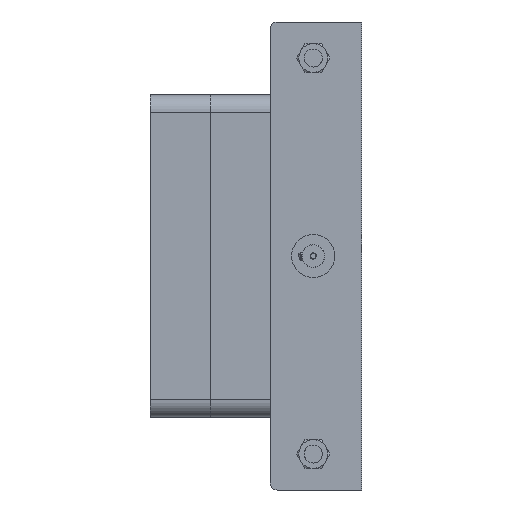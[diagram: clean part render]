
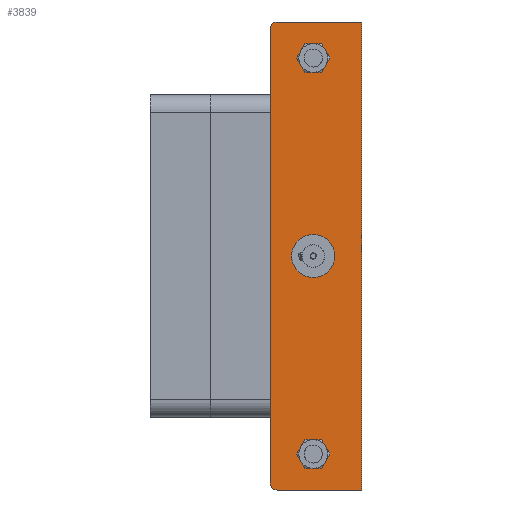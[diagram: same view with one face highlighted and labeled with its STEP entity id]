
A CAD part, left-side view. The second image highlights one B-rep face of the part: STEP entity #3839.
In plain terms, the highlighted face is planar.
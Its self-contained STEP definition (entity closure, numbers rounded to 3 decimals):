
#651 = CIRCLE ( 'NONE', #98231, 2.65 ) ;
#2430 = CARTESIAN_POINT ( 'NONE',  ( -65., 0., 0. ) ) ;
#3839 = ADVANCED_FACE ( 'NONE', ( #195561, #4274, #142453, #213625 ), #40518, .F. ) ;
#4274 = FACE_BOUND ( 'NONE', #130901, .T. ) ;
#4352 = ORIENTED_EDGE ( 'NONE', *, *, #99801, .F. ) ;
#6487 = CARTESIAN_POINT ( 'NONE',  ( 65., 0., 0. ) ) ;
#9569 = CARTESIAN_POINT ( 'NONE',  ( 65., 0., 0. ) ) ;
#12709 = DIRECTION ( 'NONE',  ( 1., 0., 0. ) ) ;
#17004 = AXIS2_PLACEMENT_3D ( 'NONE', #127712, #109674, #160500 ) ;
#19238 = DIRECTION ( 'NONE',  ( -1., 0., 0. ) ) ;
#19668 = VERTEX_POINT ( 'NONE', #95215 ) ;
#20258 = CARTESIAN_POINT ( 'NONE',  ( 65., 25.4, 0. ) ) ;
#22877 = ORIENTED_EDGE ( 'NONE', *, *, #43837, .F. ) ;
#24584 = AXIS2_PLACEMENT_3D ( 'NONE', #108137, #210946, #56044 ) ;
#26097 = CIRCLE ( 'NONE', #152692, 2.65 ) ;
#28275 = EDGE_CURVE ( 'NONE', #188858, #54365, #209604, .T. ) ;
#32267 = DIRECTION ( 'NONE',  ( -1., 0., 0. ) ) ;
#32990 = DIRECTION ( 'NONE',  ( 0., -1., 0. ) ) ;
#35213 = CARTESIAN_POINT ( 'NONE',  ( -6., 13.438, 0. ) ) ;
#40518 = PLANE ( 'NONE',  #85727 ) ;
#41130 = VERTEX_POINT ( 'NONE', #35213 ) ;
#41900 = ORIENTED_EDGE ( 'NONE', *, *, #68025, .F. ) ;
#42580 = EDGE_LOOP ( 'NONE', ( #66766, #127762 ) ) ;
#43837 = EDGE_CURVE ( 'NONE', #46917, #106538, #163603, .T. ) ;
#46917 = VERTEX_POINT ( 'NONE', #69866 ) ;
#47889 = DIRECTION ( 'NONE',  ( 0., 0., 1. ) ) ;
#49132 = DIRECTION ( 'NONE',  ( 0., 0., 1. ) ) ;
#51383 = EDGE_CURVE ( 'NONE', #111522, #118062, #77453, .T. ) ;
#54365 = VERTEX_POINT ( 'NONE', #86469 ) ;
#54603 = ORIENTED_EDGE ( 'NONE', *, *, #217754, .F. ) ;
#55583 = DIRECTION ( 'NONE',  ( 0., 0., 1. ) ) ;
#56044 = DIRECTION ( 'NONE',  ( 1., 0., 0. ) ) ;
#58436 = DIRECTION ( 'NONE',  ( -1., 0., 0. ) ) ;
#60591 = CARTESIAN_POINT ( 'NONE',  ( 55., 13.438, 0. ) ) ;
#66766 = ORIENTED_EDGE ( 'NONE', *, *, #125742, .F. ) ;
#68025 = EDGE_CURVE ( 'NONE', #118062, #111522, #133141, .T. ) ;
#68388 = CARTESIAN_POINT ( 'NONE',  ( -55., 13.438, 0. ) ) ;
#69866 = CARTESIAN_POINT ( 'NONE',  ( 65., 0., 0. ) ) ;
#73799 = VECTOR ( 'NONE', #32267, 1000. ) ;
#75725 = DIRECTION ( 'NONE',  ( 0., 0., -1. ) ) ;
#77453 = CIRCLE ( 'NONE', #203832, 2.65 ) ;
#79936 = ORIENTED_EDGE ( 'NONE', *, *, #211862, .T. ) ;
#82934 = CIRCLE ( 'NONE', #184158, 2. ) ;
#85727 = AXIS2_PLACEMENT_3D ( 'NONE', #6487, #75725, #120210 ) ;
#86469 = CARTESIAN_POINT ( 'NONE',  ( 63., 25.4, 0. ) ) ;
#86640 = VERTEX_POINT ( 'NONE', #169067 ) ;
#87774 = EDGE_CURVE ( 'NONE', #19668, #106100, #26097, .T. ) ;
#89420 = CIRCLE ( 'NONE', #17004, 6. ) ;
#92621 = VERTEX_POINT ( 'NONE', #153628 ) ;
#92870 = VECTOR ( 'NONE', #113841, 1000. ) ;
#95215 = CARTESIAN_POINT ( 'NONE',  ( 52.35, 13.438, 0. ) ) ;
#96176 = DIRECTION ( 'NONE',  ( -1., 0., 0. ) ) ;
#96228 = ORIENTED_EDGE ( 'NONE', *, *, #28275, .T. ) ;
#98231 = AXIS2_PLACEMENT_3D ( 'NONE', #134646, #186660, #100726 ) ;
#99801 = EDGE_CURVE ( 'NONE', #188858, #46917, #207256, .T. ) ;
#100726 = DIRECTION ( 'NONE',  ( 1., 0., 0. ) ) ;
#106100 = VERTEX_POINT ( 'NONE', #120585 ) ;
#106488 = LINE ( 'NONE', #20258, #73799 ) ;
#106538 = VERTEX_POINT ( 'NONE', #2430 ) ;
#108137 = CARTESIAN_POINT ( 'NONE',  ( -55., 13.438, 0. ) ) ;
#109674 = DIRECTION ( 'NONE',  ( 0., 0., 1. ) ) ;
#111522 = VERTEX_POINT ( 'NONE', #129801 ) ;
#113841 = DIRECTION ( 'NONE',  ( 0., -1., 0. ) ) ;
#113911 = ORIENTED_EDGE ( 'NONE', *, *, #51383, .F. ) ;
#117607 = CARTESIAN_POINT ( 'NONE',  ( -63., 23.4, 0. ) ) ;
#118062 = VERTEX_POINT ( 'NONE', #209845 ) ;
#118555 = VECTOR ( 'NONE', #58436, 1000. ) ;
#119315 = DIRECTION ( 'NONE',  ( 1., 0., 0. ) ) ;
#120210 = DIRECTION ( 'NONE',  ( -1., 0., 0. ) ) ;
#120585 = CARTESIAN_POINT ( 'NONE',  ( 57.65, 13.438, 0. ) ) ;
#125742 = EDGE_CURVE ( 'NONE', #106100, #19668, #651, .T. ) ;
#127238 = CIRCLE ( 'NONE', #159663, 6. ) ;
#127712 = CARTESIAN_POINT ( 'NONE',  ( 0., 13.438, 0. ) ) ;
#127762 = ORIENTED_EDGE ( 'NONE', *, *, #87774, .F. ) ;
#129689 = CARTESIAN_POINT ( 'NONE',  ( -65., 0., 0. ) ) ;
#129801 = CARTESIAN_POINT ( 'NONE',  ( -52.35, 13.438, 0. ) ) ;
#130901 = EDGE_LOOP ( 'NONE', ( #54603, #167884 ) ) ;
#131841 = EDGE_CURVE ( 'NONE', #41130, #196195, #89420, .T. ) ;
#133141 = CIRCLE ( 'NONE', #24584, 2.65 ) ;
#134646 = CARTESIAN_POINT ( 'NONE',  ( 55., 13.438, 0. ) ) ;
#137227 = CARTESIAN_POINT ( 'NONE',  ( 0., 13.438, 0. ) ) ;
#140174 = EDGE_CURVE ( 'NONE', #54365, #86640, #106488, .T. ) ;
#141043 = AXIS2_PLACEMENT_3D ( 'NONE', #194692, #55583, #19238 ) ;
#142453 = FACE_OUTER_BOUND ( 'NONE', #198399, .T. ) ;
#145336 = EDGE_LOOP ( 'NONE', ( #113911, #41900 ) ) ;
#150778 = VECTOR ( 'NONE', #32990, 1000. ) ;
#152692 = AXIS2_PLACEMENT_3D ( 'NONE', #60591, #162374, #160151 ) ;
#153628 = CARTESIAN_POINT ( 'NONE',  ( -65., 23.4, 0. ) ) ;
#156370 = CARTESIAN_POINT ( 'NONE',  ( 65., 0., 0. ) ) ;
#159663 = AXIS2_PLACEMENT_3D ( 'NONE', #137227, #47889, #12709 ) ;
#160151 = DIRECTION ( 'NONE',  ( 1., 0., 0. ) ) ;
#160500 = DIRECTION ( 'NONE',  ( 1., 0., 0. ) ) ;
#162374 = DIRECTION ( 'NONE',  ( 0., 0., 1. ) ) ;
#163587 = LINE ( 'NONE', #129689, #92870 ) ;
#163603 = LINE ( 'NONE', #9569, #118555 ) ;
#167884 = ORIENTED_EDGE ( 'NONE', *, *, #131841, .F. ) ;
#169067 = CARTESIAN_POINT ( 'NONE',  ( -63., 25.4, 0. ) ) ;
#173863 = EDGE_CURVE ( 'NONE', #86640, #92621, #82934, .T. ) ;
#183227 = DIRECTION ( 'NONE',  ( 0., 0., 1. ) ) ;
#183465 = CARTESIAN_POINT ( 'NONE',  ( 6., 13.438, 0. ) ) ;
#184158 = AXIS2_PLACEMENT_3D ( 'NONE', #117607, #183227, #96176 ) ;
#186409 = CARTESIAN_POINT ( 'NONE',  ( 65., 23.4, 0. ) ) ;
#186660 = DIRECTION ( 'NONE',  ( 0., 0., 1. ) ) ;
#187204 = ORIENTED_EDGE ( 'NONE', *, *, #173863, .T. ) ;
#188858 = VERTEX_POINT ( 'NONE', #186409 ) ;
#189470 = ORIENTED_EDGE ( 'NONE', *, *, #140174, .T. ) ;
#194692 = CARTESIAN_POINT ( 'NONE',  ( 63., 23.4, 0. ) ) ;
#195561 = FACE_BOUND ( 'NONE', #42580, .T. ) ;
#196195 = VERTEX_POINT ( 'NONE', #183465 ) ;
#198399 = EDGE_LOOP ( 'NONE', ( #189470, #187204, #79936, #22877, #4352, #96228 ) ) ;
#203832 = AXIS2_PLACEMENT_3D ( 'NONE', #68388, #49132, #119315 ) ;
#207256 = LINE ( 'NONE', #156370, #150778 ) ;
#209604 = CIRCLE ( 'NONE', #141043, 2. ) ;
#209845 = CARTESIAN_POINT ( 'NONE',  ( -57.65, 13.438, 0. ) ) ;
#210946 = DIRECTION ( 'NONE',  ( 0., 0., 1. ) ) ;
#211862 = EDGE_CURVE ( 'NONE', #92621, #106538, #163587, .T. ) ;
#213625 = FACE_BOUND ( 'NONE', #145336, .T. ) ;
#217754 = EDGE_CURVE ( 'NONE', #196195, #41130, #127238, .T. ) ;
